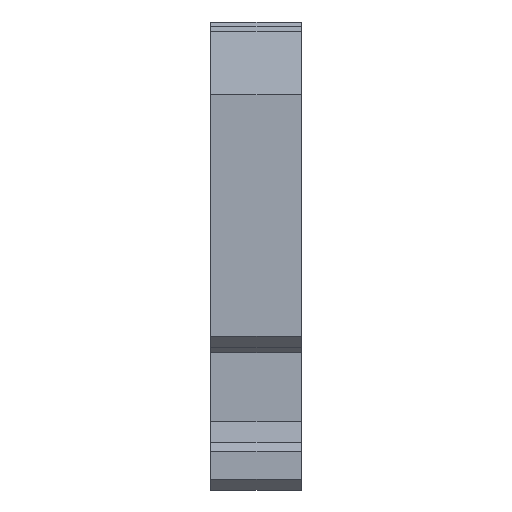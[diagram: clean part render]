
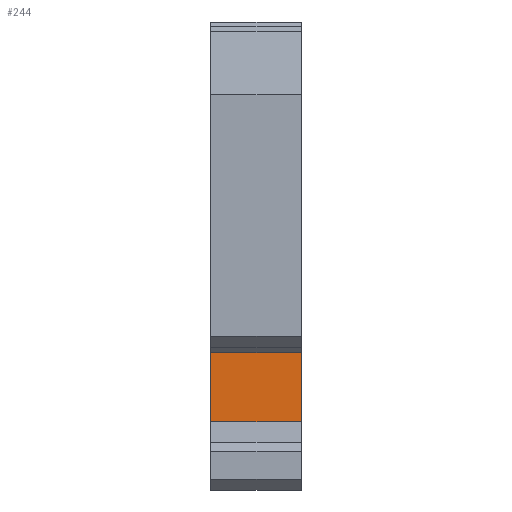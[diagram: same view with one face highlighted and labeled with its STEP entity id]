
A CAD part, left-side view. The second image highlights one B-rep face of the part: STEP entity #244.
In plain terms, the highlighted free-form (B-spline) face has degree [1, 1] with [2, 2] control points.
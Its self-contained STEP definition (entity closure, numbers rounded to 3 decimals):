
#209=CARTESIAN_POINT('',(-41.652,-7.032,-16.717));
#210=CARTESIAN_POINT('',(-41.652,1.66,-16.717));
#211=CARTESIAN_POINT('',(-41.652,-7.032,-4.287));
#212=CARTESIAN_POINT('',(-41.652,1.66,-4.287));
#213=B_SPLINE_SURFACE_WITH_KNOTS('',1,1,((#209,#210),(#211,#212)),.PLANE_SURF.,.F.,.F.,.U.,(2,2),(2,2),(0.,1.),(0.,1.),.UNSPECIFIED.);
#214=CARTESIAN_POINT('',(-41.652,-6.786,-4.639));
#215=VERTEX_POINT('',#214);
#216=CARTESIAN_POINT('',(-41.652,1.414,-4.639));
#217=VERTEX_POINT('',#216);
#218=CARTESIAN_POINT('',(-41.652,-6.786,-4.639));
#219=CARTESIAN_POINT('',(-41.652,1.414,-4.639));
#220=B_SPLINE_CURVE_WITH_KNOTS('',1,(#218,#219),.POLYLINE_FORM.,.F.,.U.,(2,2),(0.064,0.936),.UNSPECIFIED.);
#221=EDGE_CURVE('',#215,#217,#220,.T.);
#222=ORIENTED_EDGE('',*,*,#221,.T.);
#223=CARTESIAN_POINT('',(-41.652,1.414,-10.939));
#224=VERTEX_POINT('',#223);
#225=CARTESIAN_POINT('',(-41.652,1.414,-4.639));
#226=CARTESIAN_POINT('',(-41.652,1.414,-10.939));
#227=B_SPLINE_CURVE_WITH_KNOTS('',1,(#225,#226),.POLYLINE_FORM.,.F.,.U.,(2,2),(0.,1.),.UNSPECIFIED.);
#228=EDGE_CURVE('',#217,#224,#227,.T.);
#229=ORIENTED_EDGE('',*,*,#228,.T.);
#230=CARTESIAN_POINT('',(-41.652,-6.786,-10.939));
#231=VERTEX_POINT('',#230);
#232=CARTESIAN_POINT('',(-41.652,1.414,-10.939));
#233=CARTESIAN_POINT('',(-41.652,-6.786,-10.939));
#234=B_SPLINE_CURVE_WITH_KNOTS('',1,(#232,#233),.POLYLINE_FORM.,.F.,.U.,(2,2),(0.,1.),.UNSPECIFIED.);
#235=EDGE_CURVE('',#224,#231,#234,.T.);
#236=ORIENTED_EDGE('',*,*,#235,.T.);
#237=CARTESIAN_POINT('',(-41.652,-6.786,-4.639));
#238=CARTESIAN_POINT('',(-41.652,-6.786,-10.939));
#239=B_SPLINE_CURVE_WITH_KNOTS('',1,(#237,#238),.POLYLINE_FORM.,.F.,.U.,(2,2),(0.735,0.849),.UNSPECIFIED.);
#240=EDGE_CURVE('',#215,#231,#239,.T.);
#241=ORIENTED_EDGE('',*,*,#240,.F.);
#242=EDGE_LOOP('',(#222,#229,#236,#241));
#243=FACE_OUTER_BOUND('',#242,.T.);
#244=ADVANCED_FACE('',(#243),#213,.T.);
